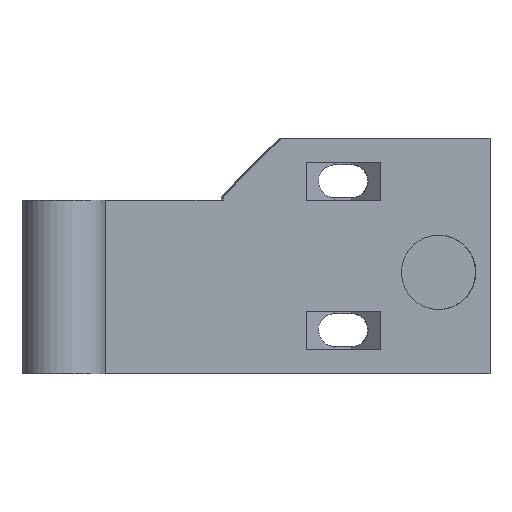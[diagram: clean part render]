
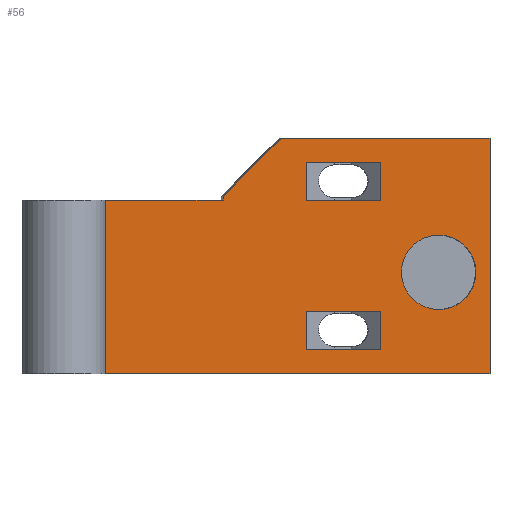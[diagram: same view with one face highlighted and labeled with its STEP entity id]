
A CAD part, front view. The second image highlights one B-rep face of the part: STEP entity #56.
In plain terms, the highlighted planar face has unit normal (0.018, -1, 0).
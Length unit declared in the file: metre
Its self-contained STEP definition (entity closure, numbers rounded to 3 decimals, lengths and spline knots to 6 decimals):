
#56=ADVANCED_FACE('992:248111',(#115,#116,#117,#118),#119,.F.);
#115=FACE_OUTER_BOUND('',#225,.T.);
#116=FACE_BOUND('',#226,.T.);
#117=FACE_BOUND('',#227,.T.);
#118=FACE_BOUND('',#228,.T.);
#119=PLANE('',#229);
#225=EDGE_LOOP('',(#644,#645,#646,#647,#648,#649,#650));
#226=EDGE_LOOP('',(#651,#652,#653,#654));
#227=EDGE_LOOP('',(#655,#656,#657,#658));
#228=EDGE_LOOP('',(#659,#660));
#229=AXIS2_PLACEMENT_3D('',#661,#662,#663);
#644=ORIENTED_EDGE('',*,*,#1030,.F.);
#645=ORIENTED_EDGE('',*,*,#1031,.F.);
#646=ORIENTED_EDGE('',*,*,#1032,.T.);
#647=ORIENTED_EDGE('',*,*,#1033,.T.);
#648=ORIENTED_EDGE('',*,*,#1034,.T.);
#649=ORIENTED_EDGE('',*,*,#1035,.T.);
#650=ORIENTED_EDGE('',*,*,#1036,.T.);
#651=ORIENTED_EDGE('',*,*,#1037,.F.);
#652=ORIENTED_EDGE('',*,*,#1038,.F.);
#653=ORIENTED_EDGE('',*,*,#1039,.F.);
#654=ORIENTED_EDGE('',*,*,#1040,.F.);
#655=ORIENTED_EDGE('',*,*,#1041,.F.);
#656=ORIENTED_EDGE('',*,*,#1042,.F.);
#657=ORIENTED_EDGE('',*,*,#1043,.F.);
#658=ORIENTED_EDGE('',*,*,#1044,.F.);
#659=ORIENTED_EDGE('',*,*,#1011,.T.);
#660=ORIENTED_EDGE('',*,*,#1045,.T.);
#661=CARTESIAN_POINT('',(-0.02904,0.017452,0.266697));
#662=DIRECTION('',(-0.017,1.,0.));
#663=DIRECTION('',(0.,0.,-1.0));
#1011=EDGE_CURVE('992:248297',#1141,#1138,#1142,.T.);
#1030=EDGE_CURVE('992:248252',#1178,#1179,#1180,.T.);
#1031=EDGE_CURVE('992:248255',#1181,#1178,#1182,.T.);
#1032=EDGE_CURVE('992:248258',#1181,#1183,#1184,.T.);
#1033=EDGE_CURVE('992:248261',#1183,#1185,#1186,.F.);
#1034=EDGE_CURVE('992:248264',#1185,#1187,#1188,.T.);
#1035=EDGE_CURVE('992:248267',#1187,#1189,#1190,.T.);
#1036=EDGE_CURVE('992:248270',#1189,#1179,#1191,.T.);
#1037=EDGE_CURVE('992:248273',#1192,#1193,#1194,.T.);
#1038=EDGE_CURVE('992:248276',#1195,#1192,#1196,.T.);
#1039=EDGE_CURVE('992:248279',#1197,#1195,#1198,.T.);
#1040=EDGE_CURVE('992:248282',#1193,#1197,#1199,.T.);
#1041=EDGE_CURVE('992:248285',#1200,#1201,#1202,.T.);
#1042=EDGE_CURVE('992:248288',#1203,#1200,#1204,.T.);
#1043=EDGE_CURVE('992:248291',#1205,#1203,#1206,.T.);
#1044=EDGE_CURVE('992:248294',#1201,#1205,#1207,.T.);
#1045=EDGE_CURVE('992:248297',#1138,#1141,#1208,.T.);
#1138=VERTEX_POINT('',#1345);
#1141=VERTEX_POINT('',#1349);
#1142=CIRCLE('',#1350,0.00225);
#1178=VERTEX_POINT('',#1395);
#1179=VERTEX_POINT('',#1396);
#1180=LINE('',#1397,#1398);
#1181=VERTEX_POINT('',#1399);
#1182=LINE('',#1400,#1401);
#1183=VERTEX_POINT('',#1402);
#1184=LINE('',#1403,#1404);
#1185=VERTEX_POINT('',#1405);
#1186=LINE('',#1406,#1407);
#1187=VERTEX_POINT('',#1408);
#1188=LINE('',#1409,#1410);
#1189=VERTEX_POINT('',#1411);
#1190=LINE('',#1412,#1413);
#1191=LINE('',#1414,#1415);
#1192=VERTEX_POINT('',#1416);
#1193=VERTEX_POINT('',#1417);
#1194=LINE('',#1418,#1419);
#1195=VERTEX_POINT('',#1420);
#1196=LINE('',#1421,#1422);
#1197=VERTEX_POINT('',#1423);
#1198=LINE('',#1424,#1425);
#1199=LINE('',#1426,#1427);
#1200=VERTEX_POINT('',#1428);
#1201=VERTEX_POINT('',#1429);
#1202=LINE('',#1430,#1431);
#1203=VERTEX_POINT('',#1432);
#1204=LINE('',#1433,#1434);
#1205=VERTEX_POINT('',#1435);
#1206=LINE('',#1436,#1437);
#1207=LINE('',#1438,#1439);
#1208=CIRCLE('',#1440,0.00225);
#1345=CARTESIAN_POINT('',(-0.02629,0.0175,0.264197));
#1349=CARTESIAN_POINT('',(-0.021791,0.017579,0.264197));
#1350=AXIS2_PLACEMENT_3D('',#1655,#1656,#1657);
#1395=CARTESIAN_POINT('',(-0.037067,0.017312,0.268797));
#1396=CARTESIAN_POINT('',(-0.033566,0.017373,0.272297));
#1397=CARTESIAN_POINT('',(-0.034716,0.017353,0.271147));
#1398=VECTOR('',#1694,1.0);
#1399=CARTESIAN_POINT('',(-0.037067,0.017312,0.268566));
#1400=CARTESIAN_POINT('',(-0.037067,0.017312,0.268566));
#1401=VECTOR('',#1695,1.0);
#1402=CARTESIAN_POINT('',(-0.044197,0.017188,0.268566));
#1403=CARTESIAN_POINT('',(-0.032289,0.017396,0.268566));
#1404=VECTOR('',#1696,1.0);
#1405=CARTESIAN_POINT('',(-0.044197,0.017188,0.258066));
#1406=CARTESIAN_POINT('',(-0.044197,0.017188,0.258566));
#1407=VECTOR('',#1697,1.0);
#1408=CARTESIAN_POINT('',(-0.020938,0.017594,0.258066));
#1409=CARTESIAN_POINT('',(-0.032289,0.017396,0.258066));
#1410=VECTOR('',#1698,1.0);
#1411=CARTESIAN_POINT('',(-0.020938,0.017594,0.272297));
#1412=CARTESIAN_POINT('',(-0.020938,0.017594,0.266197));
#1413=VECTOR('',#1699,1.0);
#1414=CARTESIAN_POINT('',(-0.031554,0.017409,0.272297));
#1415=VECTOR('',#1700,1.0);
#1416=CARTESIAN_POINT('',(-0.027538,0.017479,0.268547));
#1417=CARTESIAN_POINT('',(-0.027538,0.017479,0.270847));
#1418=CARTESIAN_POINT('',(-0.027538,0.017479,0.263133));
#1419=VECTOR('',#1701,1.0);
#1420=CARTESIAN_POINT('',(-0.032037,0.0174,0.268547));
#1421=CARTESIAN_POINT('',(-0.029787,0.017439,0.268547));
#1422=VECTOR('',#1702,1.0);
#1423=CARTESIAN_POINT('',(-0.032037,0.0174,0.270847));
#1424=CARTESIAN_POINT('',(-0.032037,0.0174,0.263133));
#1425=VECTOR('',#1703,1.0);
#1426=CARTESIAN_POINT('',(-0.029787,0.017439,0.270847));
#1427=VECTOR('',#1704,1.0);
#1428=CARTESIAN_POINT('',(-0.032037,0.0174,0.261847));
#1429=CARTESIAN_POINT('',(-0.032037,0.0174,0.259547));
#1430=CARTESIAN_POINT('',(-0.032037,0.0174,0.260883));
#1431=VECTOR('',#1705,1.0);
#1432=CARTESIAN_POINT('',(-0.027538,0.017479,0.261847));
#1433=CARTESIAN_POINT('',(-0.029787,0.017439,0.261847));
#1434=VECTOR('',#1706,1.0);
#1435=CARTESIAN_POINT('',(-0.027538,0.017479,0.259547));
#1436=CARTESIAN_POINT('',(-0.027538,0.017479,0.260883));
#1437=VECTOR('',#1707,1.0);
#1438=CARTESIAN_POINT('',(-0.029787,0.017439,0.259547));
#1439=VECTOR('',#1708,1.0);
#1440=AXIS2_PLACEMENT_3D('',#1709,#1710,#1711);
#1655=CARTESIAN_POINT('',(-0.02404,0.01754,0.264197));
#1656=DIRECTION('',(-0.017,1.,0.));
#1657=DIRECTION('',(-1.,-0.017,0.));
#1694=DIRECTION('',(0.707,0.012,0.707));
#1695=DIRECTION('',(0.,0.,1.0));
#1696=DIRECTION('',(-1.,-0.017,0.));
#1697=DIRECTION('',(0.,0.,1.0));
#1698=DIRECTION('',(1.,0.017,0.));
#1699=DIRECTION('',(0.,0.,1.0));
#1700=DIRECTION('',(-1.,-0.017,0.));
#1701=DIRECTION('',(0.,0.,1.0));
#1702=DIRECTION('',(1.,0.017,0.));
#1703=DIRECTION('',(0.,0.,-1.0));
#1704=DIRECTION('',(-1.,-0.017,0.));
#1705=DIRECTION('',(0.,0.,-1.0));
#1706=DIRECTION('',(-1.,-0.017,0.));
#1707=DIRECTION('',(0.,0.,1.0));
#1708=DIRECTION('',(1.,0.017,0.));
#1709=CARTESIAN_POINT('',(-0.02404,0.01754,0.264197));
#1710=DIRECTION('',(-0.017,1.,0.));
#1711=DIRECTION('',(-1.,-0.017,0.));
